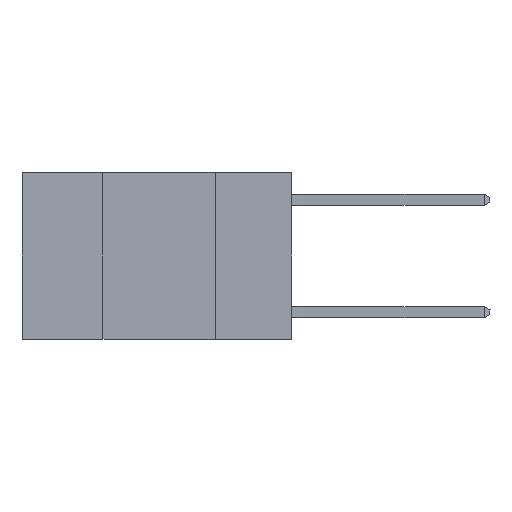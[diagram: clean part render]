
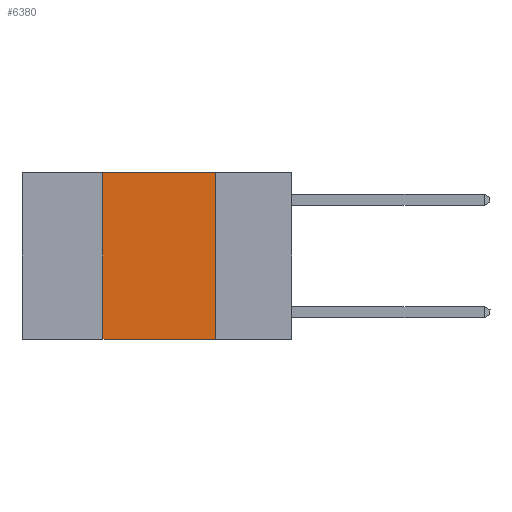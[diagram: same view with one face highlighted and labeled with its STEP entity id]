
A CAD part, left-side view. The second image highlights one B-rep face of the part: STEP entity #6380.
In plain terms, the highlighted planar face has unit normal (-1, 0, 0).
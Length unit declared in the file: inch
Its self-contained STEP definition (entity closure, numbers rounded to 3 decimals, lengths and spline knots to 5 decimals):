
#336 = LINE ( 'NONE', #9909, #16233 ) ;
#803 = DIRECTION ( 'NONE',  ( 1., 0., 0. ) ) ;
#961 = FACE_OUTER_BOUND ( 'NONE', #18238, .T. ) ;
#1316 = DIRECTION ( 'NONE',  ( 0., 0., -1. ) ) ;
#1862 = ORIENTED_EDGE ( 'NONE', *, *, #17679, .F. ) ;
#2890 = EDGE_CURVE ( 'NONE', #18477, #9817, #14828, .T. ) ;
#4844 = VECTOR ( 'NONE', #9987, 39.37008 ) ;
#5029 = ORIENTED_EDGE ( 'NONE', *, *, #2890, .F. ) ;
#5873 = VERTEX_POINT ( 'NONE', #15561 ) ;
#5969 = CARTESIAN_POINT ( 'NONE',  ( 0., 0.17, 0. ) ) ;
#6018 = ORIENTED_EDGE ( 'NONE', *, *, #8180, .T. ) ;
#6380 = ADVANCED_FACE ( 'NONE', ( #961 ), #8559, .F. ) ;
#6742 = VECTOR ( 'NONE', #1316, 39.37008 ) ;
#7488 = EDGE_CURVE ( 'NONE', #5873, #18477, #17097, .T. ) ;
#7767 = CARTESIAN_POINT ( 'NONE',  ( 0., 0.17, -0.37 ) ) ;
#8180 = EDGE_CURVE ( 'NONE', #18037, #9817, #336, .T. ) ;
#8559 = PLANE ( 'NONE',  #10836 ) ;
#9327 = CARTESIAN_POINT ( 'NONE',  ( 0., 0.17, 0. ) ) ;
#9364 = LINE ( 'NONE', #19233, #17541 ) ;
#9817 = VERTEX_POINT ( 'NONE', #7767 ) ;
#9909 = CARTESIAN_POINT ( 'NONE',  ( 0., 0.6, -0.37 ) ) ;
#9987 = DIRECTION ( 'NONE',  ( 0., -1., 0. ) ) ;
#10041 = DIRECTION ( 'NONE',  ( 0., 0., 1. ) ) ;
#10836 = AXIS2_PLACEMENT_3D ( 'NONE', #19285, #803, #11595 ) ;
#11595 = DIRECTION ( 'NONE',  ( 0., 0., -1. ) ) ;
#12964 = CARTESIAN_POINT ( 'NONE',  ( 0., 0.6, 0. ) ) ;
#14148 = CARTESIAN_POINT ( 'NONE',  ( 0., 0.42, -0.37 ) ) ;
#14466 = DIRECTION ( 'NONE',  ( 0., -1., 0. ) ) ;
#14828 = LINE ( 'NONE', #5969, #6742 ) ;
#15561 = CARTESIAN_POINT ( 'NONE',  ( 0., 0.42, 0. ) ) ;
#16233 = VECTOR ( 'NONE', #14466, 39.37008 ) ;
#17097 = LINE ( 'NONE', #12964, #4844 ) ;
#17280 = ORIENTED_EDGE ( 'NONE', *, *, #7488, .F. ) ;
#17541 = VECTOR ( 'NONE', #10041, 39.37008 ) ;
#17679 = EDGE_CURVE ( 'NONE', #18037, #5873, #9364, .T. ) ;
#18037 = VERTEX_POINT ( 'NONE', #14148 ) ;
#18238 = EDGE_LOOP ( 'NONE', ( #5029, #17280, #1862, #6018 ) ) ;
#18477 = VERTEX_POINT ( 'NONE', #9327 ) ;
#19233 = CARTESIAN_POINT ( 'NONE',  ( 0., 0.42, 0. ) ) ;
#19285 = CARTESIAN_POINT ( 'NONE',  ( 0., 0.6, 0. ) ) ;
